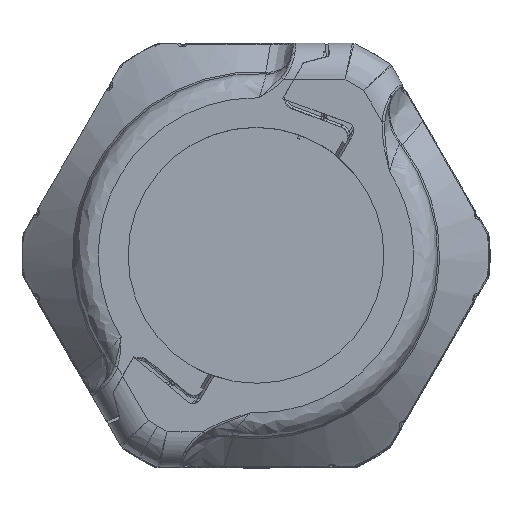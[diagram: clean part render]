
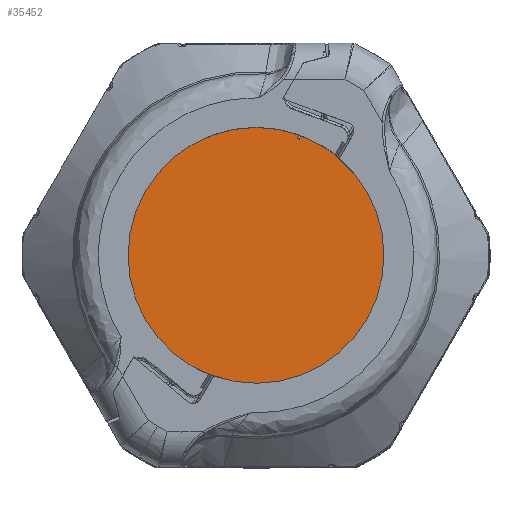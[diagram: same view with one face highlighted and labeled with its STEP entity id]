
A CAD part, top view. The second image highlights one B-rep face of the part: STEP entity #35452.
In plain terms, the highlighted planar face has unit normal (0, 0, 1).
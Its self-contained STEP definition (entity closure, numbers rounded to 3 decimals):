
#1451 = AXIS2_PLACEMENT_3D ( 'NONE', #22782, #39261, #27306 ) ;
#1488 = VECTOR ( 'NONE', #20886, 1000. ) ;
#4633 = CARTESIAN_POINT ( 'NONE',  ( 0., 0., 27. ) ) ;
#4765 = CARTESIAN_POINT ( 'NONE',  ( 0.1, 10.25, 27. ) ) ;
#5251 = LINE ( 'NONE', #19889, #1488 ) ;
#5656 = AXIS2_PLACEMENT_3D ( 'NONE', #38886, #42901, #19618 ) ;
#6543 = ORIENTED_EDGE ( 'NONE', *, *, #19501, .T. ) ;
#8235 = EDGE_LOOP ( 'NONE', ( #11926, #12177, #9112, #6543, #16340, #47275 ) ) ;
#8592 = EDGE_CURVE ( 'NONE', #23007, #39884, #13005, .T. ) ;
#8648 = DIRECTION ( 'NONE',  ( 0., 0., 1. ) ) ;
#9112 = ORIENTED_EDGE ( 'NONE', *, *, #40544, .T. ) ;
#10907 = CIRCLE ( 'NONE', #5656, 13.4 ) ;
#11112 = CARTESIAN_POINT ( 'NONE',  ( -13.4, 0., 27. ) ) ;
#11926 = ORIENTED_EDGE ( 'NONE', *, *, #40836, .T. ) ;
#12177 = ORIENTED_EDGE ( 'NONE', *, *, #15692, .T. ) ;
#12792 = VERTEX_POINT ( 'NONE', #30777 ) ;
#13005 = CIRCLE ( 'NONE', #27818, 10.25 ) ;
#15411 = AXIS2_PLACEMENT_3D ( 'NONE', #4633, #8648, #36438 ) ;
#15692 = EDGE_CURVE ( 'NONE', #27210, #17636, #22593, .T. ) ;
#16340 = ORIENTED_EDGE ( 'NONE', *, *, #8592, .T. ) ;
#16381 = AXIS2_PLACEMENT_3D ( 'NONE', #44503, #40959, #20490 ) ;
#16608 = DIRECTION ( 'NONE',  ( 0., -1., 0. ) ) ;
#17133 = DIRECTION ( 'NONE',  ( 0., 0., 1. ) ) ;
#17462 = DIRECTION ( 'NONE',  ( -1., 0., 0. ) ) ;
#17636 = VERTEX_POINT ( 'NONE', #21781 ) ;
#17791 = CARTESIAN_POINT ( 'NONE',  ( -0.1, 10.25, 27. ) ) ;
#19501 = EDGE_CURVE ( 'NONE', #12792, #23007, #46131, .T. ) ;
#19618 = DIRECTION ( 'NONE',  ( -1., 0., 0. ) ) ;
#19889 = CARTESIAN_POINT ( 'NONE',  ( -0.1, 13.4, 27. ) ) ;
#20490 = DIRECTION ( 'NONE',  ( -1., 0., 0. ) ) ;
#20886 = DIRECTION ( 'NONE',  ( 0., 1., 0. ) ) ;
#21781 = CARTESIAN_POINT ( 'NONE',  ( 13.4, 0., 27. ) ) ;
#22432 = VECTOR ( 'NONE', #16608, 1000. ) ;
#22593 = CIRCLE ( 'NONE', #15411, 13.4 ) ;
#22782 = CARTESIAN_POINT ( 'NONE',  ( 0., 0., 27. ) ) ;
#23007 = VERTEX_POINT ( 'NONE', #4765 ) ;
#25269 = CARTESIAN_POINT ( 'NONE',  ( 0., 0., 27. ) ) ;
#26235 = FACE_OUTER_BOUND ( 'NONE', #8235, .T. ) ;
#27210 = VERTEX_POINT ( 'NONE', #11112 ) ;
#27306 = DIRECTION ( 'NONE',  ( -1., 0., 0. ) ) ;
#27818 = AXIS2_PLACEMENT_3D ( 'NONE', #25269, #17133, #17462 ) ;
#30777 = CARTESIAN_POINT ( 'NONE',  ( 0.1, 13.4, 27. ) ) ;
#35452 = ADVANCED_FACE ( 'NONE', ( #26235 ), #46984, .F. ) ;
#36438 = DIRECTION ( 'NONE',  ( -1., 0., 0. ) ) ;
#37337 = CARTESIAN_POINT ( 'NONE',  ( -0.1, 13.4, 27. ) ) ;
#38886 = CARTESIAN_POINT ( 'NONE',  ( 0., 0., 27. ) ) ;
#39261 = DIRECTION ( 'NONE',  ( 0., 0., -1. ) ) ;
#39884 = VERTEX_POINT ( 'NONE', #17791 ) ;
#40372 = CARTESIAN_POINT ( 'NONE',  ( 0.1, 10.25, 27. ) ) ;
#40544 = EDGE_CURVE ( 'NONE', #17636, #12792, #10907, .T. ) ;
#40836 = EDGE_CURVE ( 'NONE', #41828, #27210, #45178, .T. ) ;
#40959 = DIRECTION ( 'NONE',  ( 0., 0., 1. ) ) ;
#41828 = VERTEX_POINT ( 'NONE', #37337 ) ;
#42901 = DIRECTION ( 'NONE',  ( 0., 0., 1. ) ) ;
#44503 = CARTESIAN_POINT ( 'NONE',  ( 0., 0., 27. ) ) ;
#45178 = CIRCLE ( 'NONE', #16381, 13.4 ) ;
#46131 = LINE ( 'NONE', #40372, #22432 ) ;
#46984 = PLANE ( 'NONE',  #1451 ) ;
#47275 = ORIENTED_EDGE ( 'NONE', *, *, #49980, .T. ) ;
#49980 = EDGE_CURVE ( 'NONE', #39884, #41828, #5251, .T. ) ;
